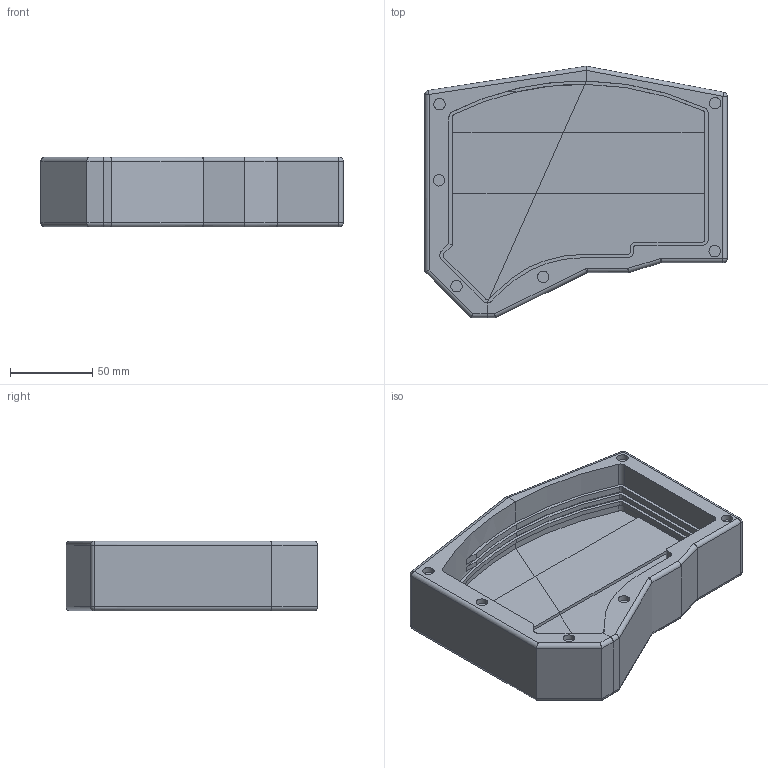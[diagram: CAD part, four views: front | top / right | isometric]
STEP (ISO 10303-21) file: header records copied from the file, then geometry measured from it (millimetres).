
FILE_DESCRIPTION (( 'STEP AP214' ), '1' );
FILE_NAME ('SplitCase.STEP', '2025-05-04T21:19:44', ( '' ), ( '' ), 'SwSTEP 2.0', 'SolidWorks 2018', '' );
FILE_SCHEMA (( 'AUTOMOTIVE_DESIGN' ));
Length unit declared in the file: centimetre
Products named in the file (1): SplitCase
Bounding box: 183.84 x 153.04 x 42.5 mm (x, y, z)
Volume: 408655.7 mm3; surface area: 98342.2 mm2
Topology: 2 solids, 2 shells, 248 faces, 652 edges, 408 vertices
Faces by surface type: plane 121, cylinder 117, sphere 6, torus 4
Entity records: 7607 total; most frequent: DIRECTION 1348, CARTESIAN_POINT 1345, ORIENTED_EDGE 1292, EDGE_CURVE 646, AXIS2_PLACEMENT_3D 467, LINE 414, VECTOR 414, VERTEX_POINT 408
